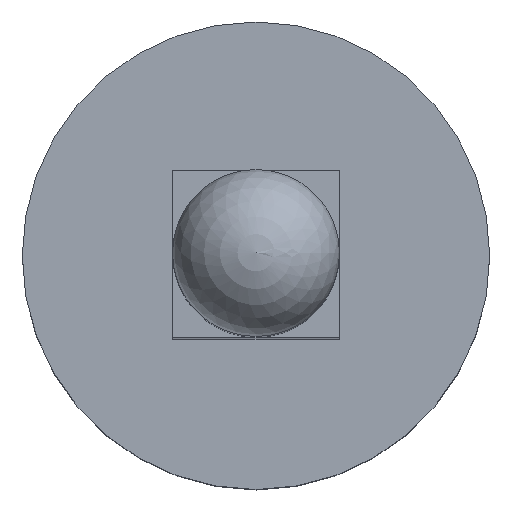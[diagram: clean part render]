
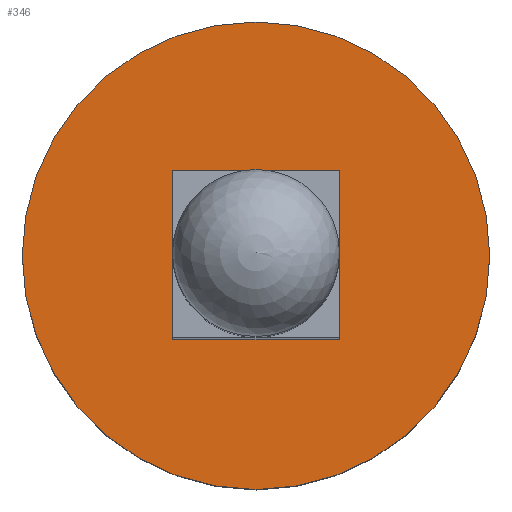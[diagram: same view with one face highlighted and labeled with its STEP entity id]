
A CAD part, top view. The second image highlights one B-rep face of the part: STEP entity #346.
In plain terms, the highlighted planar face has unit normal (0, 0, 1).
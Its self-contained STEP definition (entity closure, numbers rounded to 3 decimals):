
#83=CARTESIAN_POINT('',(-9.324,1.25,-9.007));
#84=VERTEX_POINT('',#83);
#91=CARTESIAN_POINT('',(-9.324,-1.25,-9.007));
#92=VERTEX_POINT('',#91);
#93=CARTESIAN_POINT('',(-9.324,-1.25,-9.007));
#94=DIRECTION('',(0.0,1.0,0.0));
#95=VECTOR('',#94,2.5);
#96=LINE('',#93,#95);
#97=EDGE_CURVE('',#92,#84,#96,.T.);
#230=CARTESIAN_POINT('',(-6.824,-1.25,-9.007));
#231=VERTEX_POINT('',#230);
#238=CARTESIAN_POINT('',(-6.824,1.25,-9.007));
#239=VERTEX_POINT('',#238);
#240=CARTESIAN_POINT('',(-6.824,1.25,-9.007));
#241=DIRECTION('',(0.0,-1.0,0.0));
#242=VECTOR('',#241,2.5);
#243=LINE('',#240,#242);
#244=EDGE_CURVE('',#239,#231,#243,.T.);
#263=CARTESIAN_POINT('',(-6.824,-1.25,-9.007));
#264=DIRECTION('',(-1.0,0.0,0.0));
#265=VECTOR('',#264,2.5);
#266=LINE('',#263,#265);
#267=EDGE_CURVE('',#231,#92,#266,.T.);
#281=CARTESIAN_POINT('',(-9.324,1.25,-9.007));
#282=DIRECTION('',(1.0,0.0,0.0));
#283=VECTOR('',#282,2.5);
#284=LINE('',#281,#283);
#285=EDGE_CURVE('',#84,#239,#284,.T.);
#324=CARTESIAN_POINT('',(-10.449,0.0,-9.007));
#325=DIRECTION('',(0.0,0.0,1.0));
#326=DIRECTION('',(1.0,0.0,0.0));
#327=AXIS2_PLACEMENT_3D('',#324,#325,#326);
#328=PLANE('',#327);
#329=CARTESIAN_POINT('',(-11.574,0.0,-9.007));
#330=VERTEX_POINT('',#329);
#331=CARTESIAN_POINT('',(-8.074,0.0,-9.007));
#332=DIRECTION('',(0.0,0.0,-1.0));
#333=DIRECTION('',(-1.0,0.0,0.0));
#334=AXIS2_PLACEMENT_3D('',#331,#332,#333);
#335=CIRCLE('',#334,3.5);
#336=EDGE_CURVE('',#330,#330,#335,.T.);
#337=ORIENTED_EDGE('',*,*,#336,.F.);
#338=EDGE_LOOP('',(#337));
#339=FACE_OUTER_BOUND('',#338,.T.);
#340=ORIENTED_EDGE('',*,*,#285,.T.);
#341=ORIENTED_EDGE('',*,*,#244,.T.);
#342=ORIENTED_EDGE('',*,*,#267,.T.);
#343=ORIENTED_EDGE('',*,*,#97,.T.);
#344=EDGE_LOOP('',(#340,#341,#342,#343));
#345=FACE_BOUND('',#344,.T.);
#346=ADVANCED_FACE('',(#339,#345),#328,.T.);
